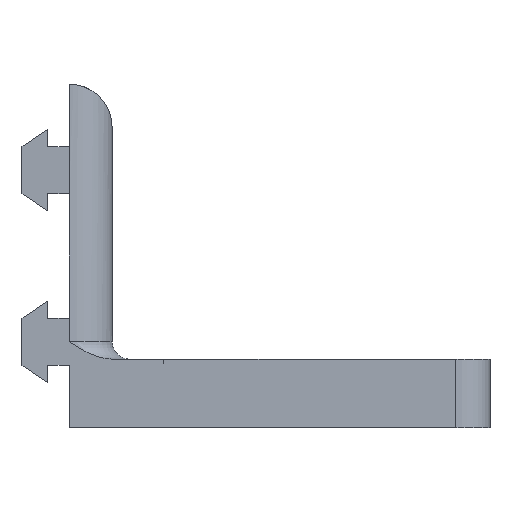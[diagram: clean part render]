
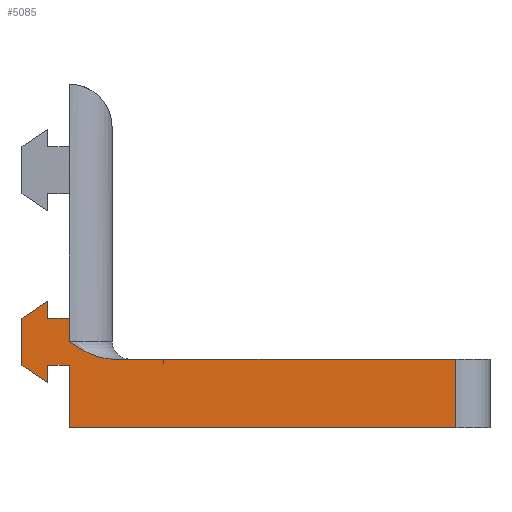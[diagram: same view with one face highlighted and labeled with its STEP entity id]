
A CAD part, front view. The second image highlights one B-rep face of the part: STEP entity #5085.
In plain terms, the highlighted planar face has unit normal (0, -1, 0).
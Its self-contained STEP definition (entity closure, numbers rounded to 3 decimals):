
#171=LINE('',#7962,#741);
#210=LINE('',#8085,#780);
#219=LINE('',#8106,#789);
#235=LINE('',#8146,#805);
#236=LINE('',#8148,#806);
#237=LINE('',#8150,#807);
#238=LINE('',#8152,#808);
#239=LINE('',#8154,#809);
#240=LINE('',#8156,#810);
#241=LINE('',#8157,#811);
#242=LINE('',#8159,#812);
#243=LINE('',#8161,#813);
#244=LINE('',#8162,#814);
#741=VECTOR('',#5890,10.);
#780=VECTOR('',#5967,10.);
#789=VECTOR('',#5990,10.);
#805=VECTOR('',#6022,10.);
#806=VECTOR('',#6023,10.);
#807=VECTOR('',#6024,10.);
#808=VECTOR('',#6025,10.);
#809=VECTOR('',#6026,10.);
#810=VECTOR('',#6027,10.);
#811=VECTOR('',#6028,10.);
#812=VECTOR('',#6029,10.);
#813=VECTOR('',#6030,10.);
#814=VECTOR('',#6031,10.);
#1326=PLANE('',#5411);
#1553=FACE_OUTER_BOUND('',#1875,.T.);
#1875=EDGE_LOOP('',(#3847,#3848,#3849,#3850,#3851,#3852,#3853,#3854,#3855,
#3856,#3857,#3858,#3859,#3860));
#2188=B_SPLINE_CURVE_WITH_KNOTS('',3,(#8065,#8066,#8067,#8068,#8069,#8070,
#8071,#8072),.UNSPECIFIED.,.F.,.F.,(4,2,2,4),(0.,0.316,0.41,
0.505),.UNSPECIFIED.);
#2394=VERTEX_POINT('',#7959);
#2395=VERTEX_POINT('',#7961);
#2398=VERTEX_POINT('',#7967);
#2440=VERTEX_POINT('',#8063);
#2441=VERTEX_POINT('',#8064);
#2444=VERTEX_POINT('',#8084);
#2465=VERTEX_POINT('',#8145);
#2466=VERTEX_POINT('',#8147);
#2467=VERTEX_POINT('',#8149);
#2468=VERTEX_POINT('',#8151);
#2469=VERTEX_POINT('',#8153);
#2470=VERTEX_POINT('',#8155);
#2471=VERTEX_POINT('',#8158);
#2472=VERTEX_POINT('',#8160);
#2893=EDGE_CURVE('',#2394,#2395,#171,.T.);
#2940=EDGE_CURVE('',#2440,#2441,#2188,.T.);
#2947=EDGE_CURVE('',#2441,#2444,#210,.T.);
#2960=EDGE_CURVE('',#2398,#2440,#219,.T.);
#2979=EDGE_CURVE('',#2398,#2465,#235,.T.);
#2980=EDGE_CURVE('',#2465,#2466,#236,.T.);
#2981=EDGE_CURVE('',#2466,#2467,#237,.T.);
#2982=EDGE_CURVE('',#2467,#2468,#238,.T.);
#2983=EDGE_CURVE('',#2469,#2468,#239,.T.);
#2984=EDGE_CURVE('',#2470,#2469,#240,.T.);
#2985=EDGE_CURVE('',#2395,#2470,#241,.T.);
#2986=EDGE_CURVE('',#2471,#2394,#242,.T.);
#2987=EDGE_CURVE('',#2472,#2471,#243,.T.);
#2988=EDGE_CURVE('',#2472,#2444,#244,.T.);
#3847=ORIENTED_EDGE('',*,*,#2960,.F.);
#3848=ORIENTED_EDGE('',*,*,#2979,.T.);
#3849=ORIENTED_EDGE('',*,*,#2980,.T.);
#3850=ORIENTED_EDGE('',*,*,#2981,.T.);
#3851=ORIENTED_EDGE('',*,*,#2982,.T.);
#3852=ORIENTED_EDGE('',*,*,#2983,.F.);
#3853=ORIENTED_EDGE('',*,*,#2984,.F.);
#3854=ORIENTED_EDGE('',*,*,#2985,.F.);
#3855=ORIENTED_EDGE('',*,*,#2893,.F.);
#3856=ORIENTED_EDGE('',*,*,#2986,.F.);
#3857=ORIENTED_EDGE('',*,*,#2987,.F.);
#3858=ORIENTED_EDGE('',*,*,#2988,.T.);
#3859=ORIENTED_EDGE('',*,*,#2947,.F.);
#3860=ORIENTED_EDGE('',*,*,#2940,.F.);
#5085=ADVANCED_FACE('',(#1553),#1326,.T.);
#5411=AXIS2_PLACEMENT_3D('',#8144,#6020,#6021);
#5890=DIRECTION('',(0.,0.,1.));
#5967=DIRECTION('',(1.,0.,0.));
#5990=DIRECTION('',(0.,0.,-1.));
#6020=DIRECTION('center_axis',(0.,-1.,0.));
#6021=DIRECTION('ref_axis',(0.,0.,1.));
#6022=DIRECTION('',(-1.,0.,0.));
#6023=DIRECTION('',(0.,0.,1.));
#6024=DIRECTION('',(-0.832,0.,-0.555));
#6025=DIRECTION('',(0.,0.,-1.));
#6026=DIRECTION('',(-0.832,0.,0.555));
#6027=DIRECTION('',(0.,0.,-1.));
#6028=DIRECTION('',(-1.,0.,0.));
#6029=DIRECTION('',(-1.,0.,0.));
#6030=DIRECTION('',(0.,0.,-1.));
#6031=DIRECTION('',(-1.,0.,0.));
#7959=CARTESIAN_POINT('',(-28.,-63.,-3.));
#7961=CARTESIAN_POINT('',(-28.,-63.,4.25));
#7962=CARTESIAN_POINT('',(-28.,-63.,-3.));
#7967=CARTESIAN_POINT('',(-28.,-63.,9.75));
#8063=CARTESIAN_POINT('',(-28.,-63.,7.));
#8064=CARTESIAN_POINT('',(-23.101,-63.,5.));
#8065=CARTESIAN_POINT('Ctrl Pts',(-28.,-63.,7.));
#8066=CARTESIAN_POINT('Ctrl Pts',(-27.111,-63.,6.438));
#8067=CARTESIAN_POINT('Ctrl Pts',(-26.039,-63.,5.771));
#8068=CARTESIAN_POINT('Ctrl Pts',(-24.76,-63.,5.286));
#8069=CARTESIAN_POINT('Ctrl Pts',(-24.43,-63.,5.182));
#8070=CARTESIAN_POINT('Ctrl Pts',(-23.758,-63.,5.039));
#8071=CARTESIAN_POINT('Ctrl Pts',(-23.416,-63.,5.));
#8072=CARTESIAN_POINT('Ctrl Pts',(-23.101,-63.,5.));
#8084=CARTESIAN_POINT('',(-17.,-63.,5.));
#8085=CARTESIAN_POINT('',(-10.5,-63.,5.));
#8106=CARTESIAN_POINT('',(-28.,-63.,18.5));
#8144=CARTESIAN_POINT('Origin',(17.,-63.,0.));
#8145=CARTESIAN_POINT('',(-30.5,-63.,9.75));
#8146=CARTESIAN_POINT('',(-28.,-63.,9.75));
#8147=CARTESIAN_POINT('',(-30.5,-63.,11.75));
#8148=CARTESIAN_POINT('',(-30.5,-63.,9.75));
#8149=CARTESIAN_POINT('',(-33.5,-63.,9.75));
#8150=CARTESIAN_POINT('',(-30.5,-63.,11.75));
#8151=CARTESIAN_POINT('',(-33.5,-63.,4.25));
#8152=CARTESIAN_POINT('',(-33.5,-63.,9.75));
#8153=CARTESIAN_POINT('',(-30.5,-63.,2.25));
#8154=CARTESIAN_POINT('',(-30.5,-63.,2.25));
#8155=CARTESIAN_POINT('',(-30.5,-63.,4.25));
#8156=CARTESIAN_POINT('',(-30.5,-63.,4.25));
#8157=CARTESIAN_POINT('',(-28.,-63.,4.25));
#8158=CARTESIAN_POINT('',(17.,-63.,-3.));
#8159=CARTESIAN_POINT('',(17.,-63.,-3.));
#8160=CARTESIAN_POINT('',(17.,-63.,5.));
#8161=CARTESIAN_POINT('',(17.,-63.,0.));
#8162=CARTESIAN_POINT('',(17.,-63.,5.));
